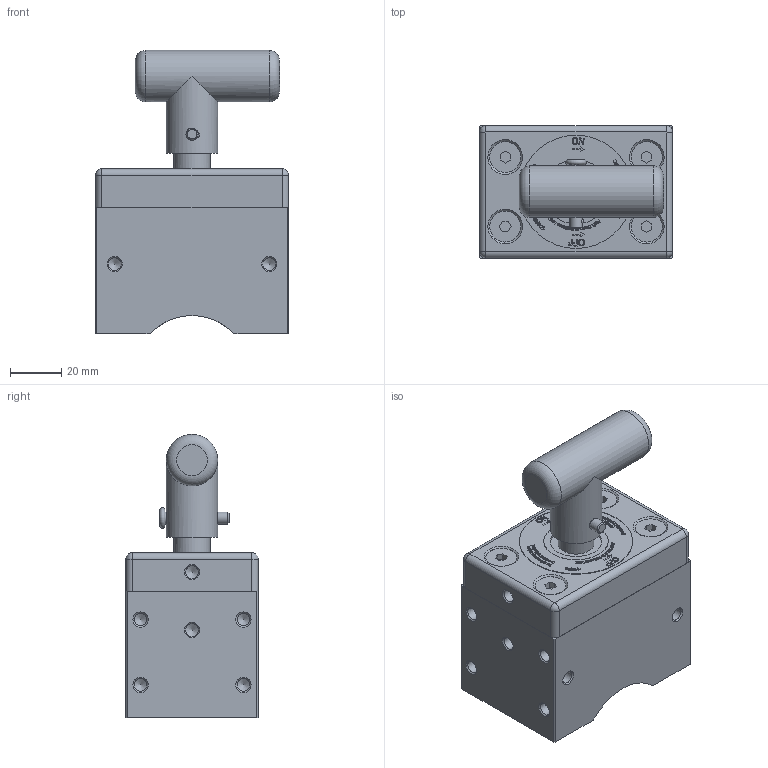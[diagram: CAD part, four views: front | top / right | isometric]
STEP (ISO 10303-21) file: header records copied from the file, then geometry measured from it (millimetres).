
FILE_DESCRIPTION(/* description */ (''),/* implementation_level */ '2;1');
FILE_NAME(/* name */ 'MS-8100106.stp',/* time_stamp */ '2013-12-09T10:12:11+01:00',/* author */ ('bs'),/* organization */ (''),/* preprocessor_version */ 'ST-DEVELOPER v15.2',/* originating_system */ 'Autodesk Inventor 2014',/* authorisation */ '');
FILE_SCHEMA (('AUTOMOTIVE_DESIGN { 1 0 10303 214 3 1 1 }'));
Products named in the file (8): P140006; P140007; P140008; P140009; P140010; P140011; SCREW, HEX S CS  M6x20 - A2; MS-8100106
Bounding box: 75 x 51.5 x 110 mm (x, y, z)
Volume: 250803.9 mm3; surface area: 51636.3 mm2
Topology: 10 solids, 10 shells, 1930 faces, 5205 edges, 3444 vertices
Faces by surface type: plane 930, bspline 870, cylinder 61, cone 57, torus 7, sphere 5
Full cylindrical faces by diameter (mm): 4.7 x5, 4.917 x21, 6 x4, 6.5 x4, 12 x4, 14 x1, 14.1 x1, 20 x4, 25 x1, 44 x1, 49 x1
Entity records: 65907 total; most frequent: CARTESIAN_POINT 24564, ORIENTED_EDGE 9962, DIRECTION 5439, EDGE_CURVE 4981, VERTEX_POINT 3354, LINE 3085, VECTOR 3085, EDGE_LOOP 2155
